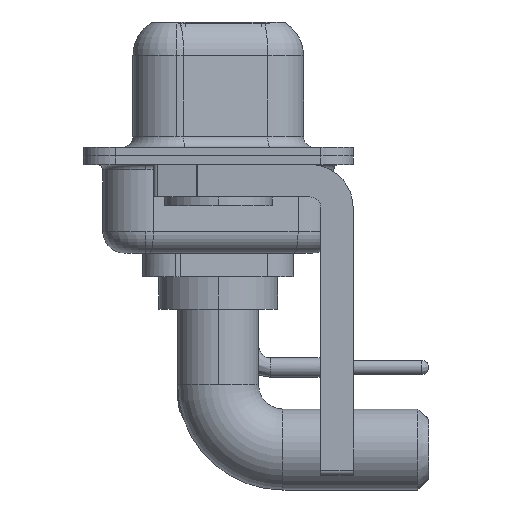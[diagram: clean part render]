
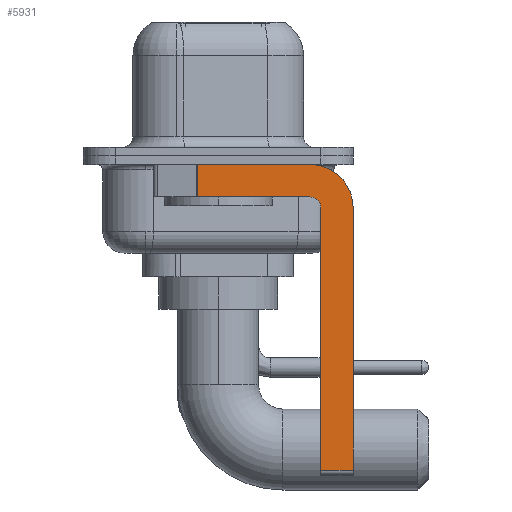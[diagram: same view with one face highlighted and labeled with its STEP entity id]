
A CAD part, left-side view. The second image highlights one B-rep face of the part: STEP entity #5931.
In plain terms, the highlighted planar face has unit normal (-1, 0, 0).
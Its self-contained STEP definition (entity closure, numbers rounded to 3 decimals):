
#442 = EDGE_CURVE ( 'NONE', #6596, #17819, #929, .T. ) ;
#500 = CIRCLE ( 'NONE', #16207, 2. ) ;
#566 = ORIENTED_EDGE ( 'NONE', *, *, #7793, .F. ) ;
#568 = DIRECTION ( 'NONE',  ( 0., 1., 0. ) ) ;
#721 = DIRECTION ( 'NONE',  ( -1., 0., 0. ) ) ;
#731 = ORIENTED_EDGE ( 'NONE', *, *, #10907, .T. ) ;
#906 = ORIENTED_EDGE ( 'NONE', *, *, #10652, .T. ) ;
#929 = LINE ( 'NONE', #9058, #10206 ) ;
#978 = CARTESIAN_POINT ( 'NONE',  ( -2.9, -6.25, -2.4 ) ) ;
#1092 = VERTEX_POINT ( 'NONE', #13745 ) ;
#1645 = VECTOR ( 'NONE', #7151, 1000. ) ;
#1664 = LINE ( 'NONE', #15510, #2755 ) ;
#1839 = EDGE_LOOP ( 'NONE', ( #7053, #906, #15958, #566, #7506, #731, #14771, #2325 ) ) ;
#2172 = CARTESIAN_POINT ( 'NONE',  ( -2.9, -4.25, -2.4 ) ) ;
#2173 = AXIS2_PLACEMENT_3D ( 'NONE', #3683, #16236, #5319 ) ;
#2325 = ORIENTED_EDGE ( 'NONE', *, *, #7740, .F. ) ;
#2685 = VERTEX_POINT ( 'NONE', #15396 ) ;
#2755 = VECTOR ( 'NONE', #3204, 1000. ) ;
#2881 = DIRECTION ( 'NONE',  ( 0., -1., 0. ) ) ;
#3204 = DIRECTION ( 'NONE',  ( 0., -1., 0. ) ) ;
#3389 = VECTOR ( 'NONE', #5208, 1000. ) ;
#3683 = CARTESIAN_POINT ( 'NONE',  ( -2.9, -4.25, -2.4 ) ) ;
#4599 = LINE ( 'NONE', #16973, #1645 ) ;
#5102 = CARTESIAN_POINT ( 'NONE',  ( -2.9, -4.25, -2.4 ) ) ;
#5208 = DIRECTION ( 'NONE',  ( 0., 0., -1. ) ) ;
#5319 = DIRECTION ( 'NONE',  ( 0., 0., -1. ) ) ;
#5931 = ADVANCED_FACE ( 'NONE', ( #14778 ), #9424, .F. ) ;
#6071 = LINE ( 'NONE', #15363, #6142 ) ;
#6142 = VECTOR ( 'NONE', #2881, 1000. ) ;
#6320 = AXIS2_PLACEMENT_3D ( 'NONE', #2172, #721, #17476 ) ;
#6531 = VERTEX_POINT ( 'NONE', #978 ) ;
#6596 = VERTEX_POINT ( 'NONE', #17746 ) ;
#6877 = DIRECTION ( 'NONE',  ( 0., 0., 1. ) ) ;
#7048 = VECTOR ( 'NONE', #6877, 1000. ) ;
#7053 = ORIENTED_EDGE ( 'NONE', *, *, #9940, .F. ) ;
#7151 = DIRECTION ( 'NONE',  ( 0., 0., -1. ) ) ;
#7312 = EDGE_CURVE ( 'NONE', #6531, #1092, #8884, .T. ) ;
#7506 = ORIENTED_EDGE ( 'NONE', *, *, #13584, .F. ) ;
#7614 = CARTESIAN_POINT ( 'NONE',  ( -2.9, 0.978, -1.9 ) ) ;
#7740 = EDGE_CURVE ( 'NONE', #15413, #6531, #500, .T. ) ;
#7793 = EDGE_CURVE ( 'NONE', #9400, #6596, #15911, .T. ) ;
#8884 = LINE ( 'NONE', #11883, #3389 ) ;
#9058 = CARTESIAN_POINT ( 'NONE',  ( -2.9, -4.25, -1.9 ) ) ;
#9400 = VERTEX_POINT ( 'NONE', #17196 ) ;
#9424 = PLANE ( 'NONE',  #2173 ) ;
#9940 = EDGE_CURVE ( 'NONE', #16307, #15413, #6071, .T. ) ;
#10206 = VECTOR ( 'NONE', #568, 1000. ) ;
#10652 = EDGE_CURVE ( 'NONE', #16307, #17819, #4599, .T. ) ;
#10907 = EDGE_CURVE ( 'NONE', #2685, #1092, #1664, .T. ) ;
#11156 = LINE ( 'NONE', #15151, #7048 ) ;
#11559 = CARTESIAN_POINT ( 'NONE',  ( -2.9, -4.25, -0.4 ) ) ;
#11883 = CARTESIAN_POINT ( 'NONE',  ( -2.9, -6.25, -2.4 ) ) ;
#11931 = DIRECTION ( 'NONE',  ( 0., 0., -1. ) ) ;
#13584 = EDGE_CURVE ( 'NONE', #2685, #9400, #11156, .T. ) ;
#13745 = CARTESIAN_POINT ( 'NONE',  ( -2.9, -6.25, -14.55 ) ) ;
#14771 = ORIENTED_EDGE ( 'NONE', *, *, #7312, .F. ) ;
#14778 = FACE_OUTER_BOUND ( 'NONE', #1839, .T. ) ;
#15151 = CARTESIAN_POINT ( 'NONE',  ( -2.9, -4.75, -14.8 ) ) ;
#15363 = CARTESIAN_POINT ( 'NONE',  ( -2.9, 3., -0.4 ) ) ;
#15396 = CARTESIAN_POINT ( 'NONE',  ( -2.9, -4.75, -14.55 ) ) ;
#15413 = VERTEX_POINT ( 'NONE', #11559 ) ;
#15510 = CARTESIAN_POINT ( 'NONE',  ( -2.9, -4.25, -14.55 ) ) ;
#15911 = CIRCLE ( 'NONE', #6320, 0.5 ) ;
#15958 = ORIENTED_EDGE ( 'NONE', *, *, #442, .F. ) ;
#16207 = AXIS2_PLACEMENT_3D ( 'NONE', #5102, #17668, #11931 ) ;
#16236 = DIRECTION ( 'NONE',  ( 1., 0., 0. ) ) ;
#16307 = VERTEX_POINT ( 'NONE', #16813 ) ;
#16813 = CARTESIAN_POINT ( 'NONE',  ( -2.9, 0.978, -0.4 ) ) ;
#16973 = CARTESIAN_POINT ( 'NONE',  ( -2.9, 0.978, -1.9 ) ) ;
#17196 = CARTESIAN_POINT ( 'NONE',  ( -2.9, -4.75, -2.4 ) ) ;
#17476 = DIRECTION ( 'NONE',  ( 0., 0., 1. ) ) ;
#17668 = DIRECTION ( 'NONE',  ( 1., 0., 0. ) ) ;
#17746 = CARTESIAN_POINT ( 'NONE',  ( -2.9, -4.25, -1.9 ) ) ;
#17819 = VERTEX_POINT ( 'NONE', #7614 ) ;
